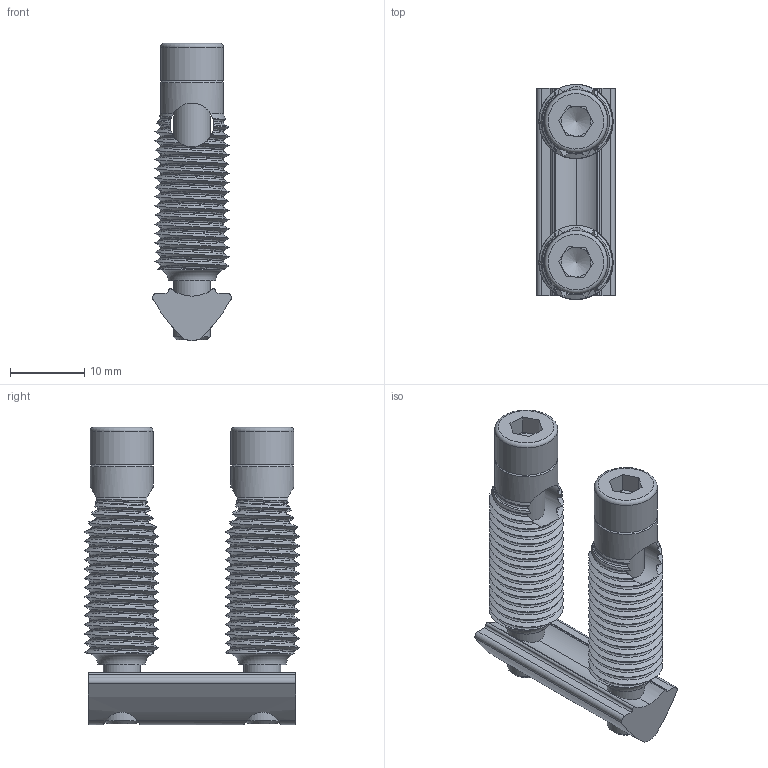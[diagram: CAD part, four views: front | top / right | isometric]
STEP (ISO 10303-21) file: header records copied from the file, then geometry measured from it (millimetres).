
FILE_DESCRIPTION(/* description */ (''),/* implementation_level */ '2;1');
FILE_NAME(/* name */ '13271_KriTec_Automatik_Verbindungssatz_6_30_verzinkt.stp',/* time_stamp */ '2017-11-17T08:27:39+01:00',/* author */ ('Steiner'),/* organization */ (''),/* preprocessor_version */ 'ST-DEVELOPER v16.1',/* originating_system */ 'Autodesk Inventor 2016',/* authorisation */ '');
FILE_SCHEMA (('CONFIG_CONTROL_DESIGN'));
Length unit declared in the file: millimetre
Products named in the file (5): 14087_KriTec_Doppelnutenstein_6_St_2x_Gewinde_M5_L_28mm; 099GS061_099GS061E; cap screw ISO 4762 M5x35 stainless_ISO 4762 M5 ; 11421a_KriTec_Automatikverbinder_6; 13271_KriTec_Automatik-Verbindungssatz_6_30_verzinkt
Assembly tree (5 placements, depth 3):
  13271_KriTec_Automatik-Verbindungssatz_6_30_verzinkt
    14087_KriTec_Doppelnutenstein_6_St_2x_Gewinde_M5_L_28mm
    11421a_KriTec_Automatikverbinder_6  x2
      099GS061_099GS061E
      cap screw ISO 4762 M5x35 stainless_ISO 4762 M5 
Bounding box: 10.6 x 29 x 40.1 mm (x, y, z)
Volume: 4850.7 mm3; surface area: 5727.1 mm2
Topology: 5 solids, 5 shells, 234 faces, 632 edges, 400 vertices
Faces by surface type: plane 108, bspline 60, cylinder 44, cone 16, torus 6
Full cylindrical faces by diameter (mm): 5 x6, 5.9 x2, 8.5 x4
Entity records: 44363 total; most frequent: CARTESIAN_POINT 41377, ORIENTED_EDGE 668, DIRECTION 493, EDGE_CURVE 334, VERTEX_POINT 218, AXIS2_PLACEMENT_3D 189, EDGE_LOOP 146, FACE_OUTER_BOUND 129
